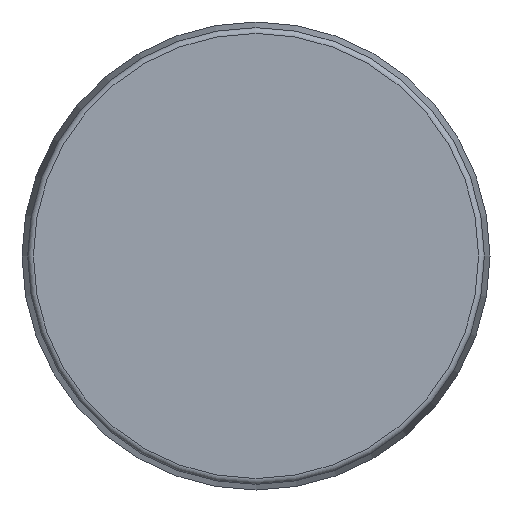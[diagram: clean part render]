
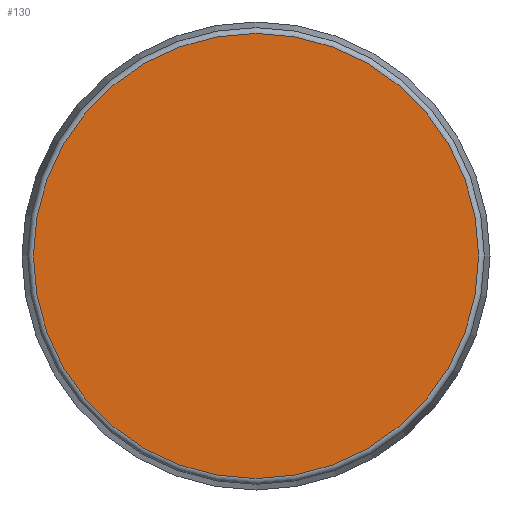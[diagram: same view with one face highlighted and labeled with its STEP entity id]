
A CAD part, front view. The second image highlights one B-rep face of the part: STEP entity #130.
In plain terms, the highlighted planar face has unit normal (0, -1, 0).
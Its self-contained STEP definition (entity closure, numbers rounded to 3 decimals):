
#130 = ADVANCED_FACE( '', ( #274 ), #275, .F. );
#274 = FACE_OUTER_BOUND( '', #443, .T. );
#275 = PLANE( '', #444 );
#443 = EDGE_LOOP( '', ( #703 ) );
#444 = AXIS2_PLACEMENT_3D( '', #704, #705, #706 );
#703 = ORIENTED_EDGE( '', *, *, #782, .T. );
#704 = CARTESIAN_POINT( '', ( 38.044, 0., 0. ) );
#705 = DIRECTION( '', ( 0., 1., 0. ) );
#706 = DIRECTION( '', ( 0., 0., 1. ) );
#782 = EDGE_CURVE( '', #922, #922, #923, .T. );
#922 = VERTEX_POINT( '', #1204 );
#923 = CIRCLE( '', #1205, 38.044 );
#1204 = CARTESIAN_POINT( '', ( 0., 0., -38.044 ) );
#1205 = AXIS2_PLACEMENT_3D( '', #1350, #1351, #1352 );
#1350 = CARTESIAN_POINT( '', ( 0., 0., 0. ) );
#1351 = DIRECTION( '', ( 0., -1., 0. ) );
#1352 = DIRECTION( '', ( 0., 0., -1. ) );
